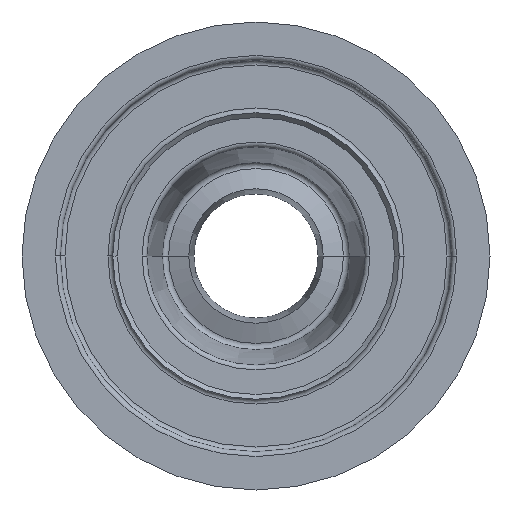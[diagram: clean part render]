
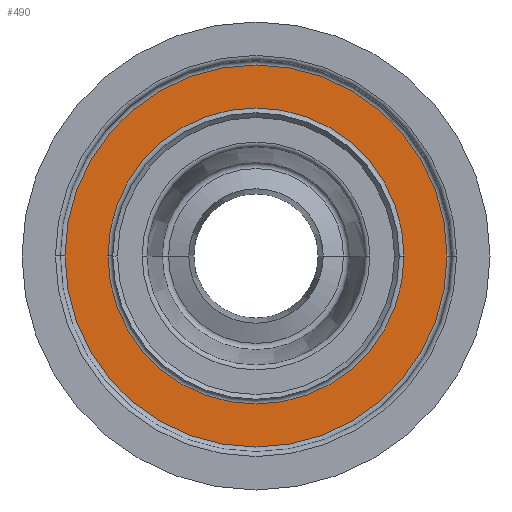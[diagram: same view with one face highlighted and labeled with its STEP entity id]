
A CAD part, front view. The second image highlights one B-rep face of the part: STEP entity #490.
In plain terms, the highlighted planar face has unit normal (0, -1, 0).
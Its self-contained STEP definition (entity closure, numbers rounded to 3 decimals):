
#1 = CARTESIAN_POINT ( 'NONE',  ( 44.5, 5., 0. ) ) ;
#34 = DIRECTION ( 'NONE',  ( 0., -1., 0. ) ) ;
#41 = EDGE_LOOP ( 'NONE', ( #263, #567 ) ) ;
#86 = CARTESIAN_POINT ( 'NONE',  ( 24.5, 5., 0. ) ) ;
#119 = CARTESIAN_POINT ( 'NONE',  ( 4.5, 5., 0. ) ) ;
#159 = DIRECTION ( 'NONE',  ( 1., 0., 0. ) ) ;
#185 = DIRECTION ( 'NONE',  ( 0., 1., 0. ) ) ;
#192 = DIRECTION ( 'NONE',  ( 0., -1., 0. ) ) ;
#228 = AXIS2_PLACEMENT_3D ( 'NONE', #86, #598, #159 ) ;
#263 = ORIENTED_EDGE ( 'NONE', *, *, #866, .T. ) ;
#265 = CARTESIAN_POINT ( 'NONE',  ( 4., 5., 0. ) ) ;
#286 = CARTESIAN_POINT ( 'NONE',  ( 9., 5., 0. ) ) ;
#329 = FACE_BOUND ( 'NONE', #545, .T. ) ;
#334 = DIRECTION ( 'NONE',  ( 0., -1., 0. ) ) ;
#369 = VERTEX_POINT ( 'NONE', #471 ) ;
#390 = CIRCLE ( 'NONE', #569, 20. ) ;
#466 = CARTESIAN_POINT ( 'NONE',  ( 24.5, 5., 0. ) ) ;
#471 = CARTESIAN_POINT ( 'NONE',  ( 40., 5., 0. ) ) ;
#490 = ADVANCED_FACE ( 'NONE', ( #934, #329 ), #701, .T. ) ;
#531 = CIRCLE ( 'NONE', #791, 20. ) ;
#532 = VERTEX_POINT ( 'NONE', #119 ) ;
#543 = DIRECTION ( 'NONE',  ( 1., 0., 0. ) ) ;
#545 = EDGE_LOOP ( 'NONE', ( #655, #635 ) ) ;
#551 = CIRCLE ( 'NONE', #586, 15.5 ) ;
#567 = ORIENTED_EDGE ( 'NONE', *, *, #713, .T. ) ;
#569 = AXIS2_PLACEMENT_3D ( 'NONE', #466, #34, #543 ) ;
#586 = AXIS2_PLACEMENT_3D ( 'NONE', #623, #185, #695 ) ;
#590 = AXIS2_PLACEMENT_3D ( 'NONE', #265, #334, #860 ) ;
#598 = DIRECTION ( 'NONE',  ( 0., 1., 0. ) ) ;
#610 = EDGE_CURVE ( 'NONE', #742, #369, #677, .T. ) ;
#623 = CARTESIAN_POINT ( 'NONE',  ( 24.5, 5., 0. ) ) ;
#630 = CARTESIAN_POINT ( 'NONE',  ( 24.5, 5., 0. ) ) ;
#635 = ORIENTED_EDGE ( 'NONE', *, *, #610, .T. ) ;
#655 = ORIENTED_EDGE ( 'NONE', *, *, #824, .T. ) ;
#677 = CIRCLE ( 'NONE', #228, 15.5 ) ;
#695 = DIRECTION ( 'NONE',  ( 1., 0., 0. ) ) ;
#701 = PLANE ( 'NONE',  #590 ) ;
#704 = DIRECTION ( 'NONE',  ( 1., 0., 0. ) ) ;
#713 = EDGE_CURVE ( 'NONE', #532, #805, #390, .T. ) ;
#742 = VERTEX_POINT ( 'NONE', #286 ) ;
#791 = AXIS2_PLACEMENT_3D ( 'NONE', #630, #192, #704 ) ;
#805 = VERTEX_POINT ( 'NONE', #1 ) ;
#824 = EDGE_CURVE ( 'NONE', #369, #742, #551, .T. ) ;
#860 = DIRECTION ( 'NONE',  ( 1., 0., 0. ) ) ;
#866 = EDGE_CURVE ( 'NONE', #805, #532, #531, .T. ) ;
#934 = FACE_OUTER_BOUND ( 'NONE', #41, .T. ) ;
